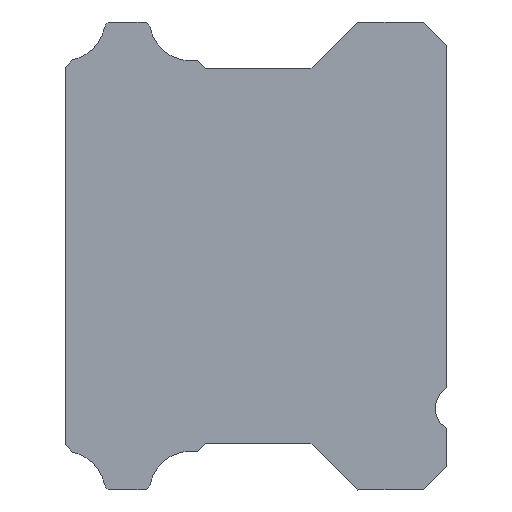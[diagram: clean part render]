
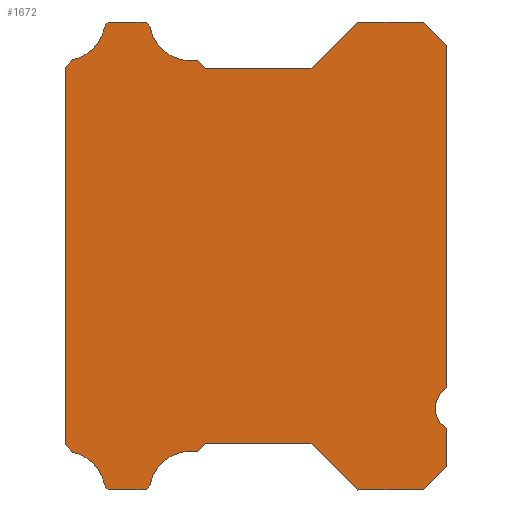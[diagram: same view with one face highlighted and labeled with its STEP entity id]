
A CAD part, left-side view. The second image highlights one B-rep face of the part: STEP entity #1672.
In plain terms, the highlighted planar face has unit normal (-1, 0, 0).
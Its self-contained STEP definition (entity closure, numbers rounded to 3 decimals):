
#50=PLANE('',#1924);
#333=FACE_OUTER_BOUND('',#565,.T.);
#565=EDGE_LOOP('',(#1474,#1475,#1476,#1477,#1478,#1479,#1480,#1481,#1482,
#1483,#1484,#1485,#1486,#1487,#1488,#1489,#1490,#1491,#1492,#1493,#1494,
#1495,#1496,#1497,#1498,#1499));
#572=LINE('',#2819,#632);
#576=LINE('',#2826,#636);
#579=LINE('',#2832,#639);
#582=LINE('',#2838,#642);
#585=LINE('',#2844,#645);
#589=LINE('',#2856,#649);
#592=LINE('',#2862,#652);
#595=LINE('',#2868,#655);
#598=LINE('',#2874,#658);
#601=LINE('',#2880,#661);
#603=LINE('',#2883,#663);
#607=LINE('',#2895,#667);
#612=LINE('',#2913,#672);
#615=LINE('',#2919,#675);
#618=LINE('',#2925,#678);
#623=LINE('',#2943,#683);
#625=LINE('',#2949,#685);
#632=VECTOR('',#2355,4.5);
#636=VECTOR('',#2361,2.828);
#639=VECTOR('',#2366,2.8);
#642=VECTOR('',#2371,1.414);
#645=VECTOR('',#2376,1.634);
#649=VECTOR('',#2388,14.634);
#652=VECTOR('',#2393,1.414);
#655=VECTOR('',#2398,2.8);
#658=VECTOR('',#2403,2.828);
#661=VECTOR('',#2408,4.5);
#663=VECTOR('',#2412,0.5);
#667=VECTOR('',#2424,1.361);
#672=VECTOR('',#2443,0.436);
#675=VECTOR('',#2448,16.143);
#678=VECTOR('',#2453,0.436);
#683=VECTOR('',#2472,1.361);
#685=VECTOR('',#2482,0.5);
#687=CIRCLE('',#1677,1.802);
#688=CIRCLE('',#1679,1.803);
#793=CIRCLE('',#1892,1.);
#795=CIRCLE('',#1901,0.3);
#797=CIRCLE('',#1905,0.3);
#799=CIRCLE('',#1908,1.803);
#801=CIRCLE('',#1914,1.802);
#803=CIRCLE('',#1917,0.3);
#805=CIRCLE('',#1921,0.3);
#808=VERTEX_POINT('',#2492);
#809=VERTEX_POINT('',#2494);
#810=VERTEX_POINT('',#2498);
#811=VERTEX_POINT('',#2499);
#918=VERTEX_POINT('',#2816);
#919=VERTEX_POINT('',#2818);
#921=VERTEX_POINT('',#2824);
#923=VERTEX_POINT('',#2830);
#925=VERTEX_POINT('',#2836);
#927=VERTEX_POINT('',#2842);
#929=VERTEX_POINT('',#2848);
#931=VERTEX_POINT('',#2854);
#933=VERTEX_POINT('',#2860);
#935=VERTEX_POINT('',#2866);
#937=VERTEX_POINT('',#2872);
#939=VERTEX_POINT('',#2878);
#941=VERTEX_POINT('',#2887);
#943=VERTEX_POINT('',#2893);
#945=VERTEX_POINT('',#2899);
#947=VERTEX_POINT('',#2905);
#949=VERTEX_POINT('',#2911);
#951=VERTEX_POINT('',#2917);
#953=VERTEX_POINT('',#2923);
#955=VERTEX_POINT('',#2929);
#957=VERTEX_POINT('',#2935);
#959=VERTEX_POINT('',#2941);
#962=EDGE_CURVE('',#809,#808,#687,.T.);
#964=EDGE_CURVE('',#810,#811,#688,.T.);
#1072=EDGE_CURVE('',#918,#919,#572,.T.);
#1076=EDGE_CURVE('',#921,#918,#576,.T.);
#1079=EDGE_CURVE('',#923,#921,#579,.T.);
#1082=EDGE_CURVE('',#925,#923,#582,.T.);
#1085=EDGE_CURVE('',#927,#925,#585,.T.);
#1088=EDGE_CURVE('',#927,#929,#793,.T.);
#1091=EDGE_CURVE('',#931,#929,#589,.T.);
#1094=EDGE_CURVE('',#933,#931,#592,.T.);
#1097=EDGE_CURVE('',#935,#933,#595,.T.);
#1100=EDGE_CURVE('',#937,#935,#598,.T.);
#1103=EDGE_CURVE('',#939,#937,#601,.T.);
#1105=EDGE_CURVE('',#810,#939,#603,.T.);
#1108=EDGE_CURVE('',#941,#811,#795,.T.);
#1111=EDGE_CURVE('',#943,#941,#607,.T.);
#1114=EDGE_CURVE('',#945,#943,#797,.T.);
#1117=EDGE_CURVE('',#945,#947,#799,.T.);
#1120=EDGE_CURVE('',#949,#947,#612,.T.);
#1123=EDGE_CURVE('',#951,#949,#615,.T.);
#1126=EDGE_CURVE('',#953,#951,#618,.T.);
#1129=EDGE_CURVE('',#953,#955,#801,.T.);
#1132=EDGE_CURVE('',#957,#955,#803,.T.);
#1135=EDGE_CURVE('',#959,#957,#623,.T.);
#1137=EDGE_CURVE('',#809,#959,#805,.T.);
#1139=EDGE_CURVE('',#919,#808,#625,.T.);
#1474=ORIENTED_EDGE('',*,*,#1139,.F.);
#1475=ORIENTED_EDGE('',*,*,#1072,.F.);
#1476=ORIENTED_EDGE('',*,*,#1076,.F.);
#1477=ORIENTED_EDGE('',*,*,#1079,.F.);
#1478=ORIENTED_EDGE('',*,*,#1082,.F.);
#1479=ORIENTED_EDGE('',*,*,#1085,.F.);
#1480=ORIENTED_EDGE('',*,*,#1088,.T.);
#1481=ORIENTED_EDGE('',*,*,#1091,.F.);
#1482=ORIENTED_EDGE('',*,*,#1094,.F.);
#1483=ORIENTED_EDGE('',*,*,#1097,.F.);
#1484=ORIENTED_EDGE('',*,*,#1100,.F.);
#1485=ORIENTED_EDGE('',*,*,#1103,.F.);
#1486=ORIENTED_EDGE('',*,*,#1105,.F.);
#1487=ORIENTED_EDGE('',*,*,#964,.T.);
#1488=ORIENTED_EDGE('',*,*,#1108,.F.);
#1489=ORIENTED_EDGE('',*,*,#1111,.F.);
#1490=ORIENTED_EDGE('',*,*,#1114,.F.);
#1491=ORIENTED_EDGE('',*,*,#1117,.T.);
#1492=ORIENTED_EDGE('',*,*,#1120,.F.);
#1493=ORIENTED_EDGE('',*,*,#1123,.F.);
#1494=ORIENTED_EDGE('',*,*,#1126,.F.);
#1495=ORIENTED_EDGE('',*,*,#1129,.T.);
#1496=ORIENTED_EDGE('',*,*,#1132,.F.);
#1497=ORIENTED_EDGE('',*,*,#1135,.F.);
#1498=ORIENTED_EDGE('',*,*,#1137,.F.);
#1499=ORIENTED_EDGE('',*,*,#962,.T.);
#1672=ADVANCED_FACE('',(#333),#50,.F.);
#1677=AXIS2_PLACEMENT_3D('',#2495,#1932,#1933);
#1679=AXIS2_PLACEMENT_3D('',#2500,#1937,#1938);
#1892=AXIS2_PLACEMENT_3D('',#2850,#2382,#2383);
#1901=AXIS2_PLACEMENT_3D('',#2889,#2418,#2419);
#1905=AXIS2_PLACEMENT_3D('',#2901,#2430,#2431);
#1908=AXIS2_PLACEMENT_3D('',#2907,#2437,#2438);
#1914=AXIS2_PLACEMENT_3D('',#2931,#2459,#2460);
#1917=AXIS2_PLACEMENT_3D('',#2937,#2466,#2467);
#1921=AXIS2_PLACEMENT_3D('',#2946,#2477,#2478);
#1924=AXIS2_PLACEMENT_3D('',#2951,#2485,#2486);
#1932=DIRECTION('center_axis',(1.,0.,0.));
#1933=DIRECTION('ref_axis',(0.,0.,-1.));
#1937=DIRECTION('center_axis',(1.,0.,0.));
#1938=DIRECTION('ref_axis',(0.,0.,-1.));
#2355=DIRECTION('',(0.,1.,0.));
#2361=DIRECTION('',(0.,0.707,0.707));
#2366=DIRECTION('',(0.,1.,0.));
#2371=DIRECTION('',(0.,0.707,-0.707));
#2376=DIRECTION('',(0.,0.,-1.));
#2382=DIRECTION('center_axis',(1.,0.,0.));
#2383=DIRECTION('ref_axis',(0.,0.,-1.));
#2388=DIRECTION('',(0.,0.,-1.));
#2393=DIRECTION('',(0.,-0.707,-0.707));
#2398=DIRECTION('',(0.,-1.,0.));
#2403=DIRECTION('',(0.,-0.707,0.707));
#2408=DIRECTION('',(0.,-1.,0.));
#2412=DIRECTION('',(0.,-0.707,-0.707));
#2418=DIRECTION('center_axis',(1.,0.,0.));
#2419=DIRECTION('ref_axis',(0.,0.,-1.));
#2424=DIRECTION('',(0.,-1.,0.));
#2430=DIRECTION('center_axis',(1.,0.,0.));
#2431=DIRECTION('ref_axis',(0.,0.,-1.));
#2437=DIRECTION('center_axis',(1.,0.,0.));
#2438=DIRECTION('ref_axis',(0.,0.,-1.));
#2443=DIRECTION('',(0.,-0.707,0.707));
#2448=DIRECTION('',(0.,0.,1.));
#2453=DIRECTION('',(0.,0.707,0.707));
#2459=DIRECTION('center_axis',(1.,0.,0.));
#2460=DIRECTION('ref_axis',(0.,0.,-1.));
#2466=DIRECTION('center_axis',(1.,0.,0.));
#2467=DIRECTION('ref_axis',(0.,0.,-1.));
#2472=DIRECTION('',(0.,1.,0.));
#2477=DIRECTION('center_axis',(1.,0.,0.));
#2478=DIRECTION('ref_axis',(0.,0.,-1.));
#2482=DIRECTION('',(0.,0.707,-0.707));
#2485=DIRECTION('center_axis',(1.,0.,0.));
#2486=DIRECTION('ref_axis',(0.,0.,-1.));
#2492=CARTESIAN_POINT('',(0.,10.654,-8.354));
#2494=CARTESIAN_POINT('',(0.,12.679,-9.762));
#2495=CARTESIAN_POINT('Origin',(0.,10.916,-10.137));
#2498=CARTESIAN_POINT('',(0.,10.654,8.354));
#2499=CARTESIAN_POINT('',(0.,12.679,9.762));
#2500=CARTESIAN_POINT('Origin',(0.,10.916,10.137));
#2816=CARTESIAN_POINT('',(0.,5.8,-8.));
#2818=CARTESIAN_POINT('',(0.,10.3,-8.));
#2819=CARTESIAN_POINT('',(0.,5.8,-8.));
#2824=CARTESIAN_POINT('',(0.,3.8,-10.));
#2826=CARTESIAN_POINT('',(0.,3.8,-10.));
#2830=CARTESIAN_POINT('',(0.,1.,-10.));
#2832=CARTESIAN_POINT('',(0.,1.,-10.));
#2836=CARTESIAN_POINT('',(0.,0.,-9.));
#2838=CARTESIAN_POINT('',(0.,0.,-9.));
#2842=CARTESIAN_POINT('',(0.,0.,-7.366));
#2844=CARTESIAN_POINT('',(0.,0.,-7.366));
#2848=CARTESIAN_POINT('',(0.,0.,-5.634));
#2850=CARTESIAN_POINT('Origin',(0.,-0.5,-6.5));
#2854=CARTESIAN_POINT('',(0.,0.,9.));
#2856=CARTESIAN_POINT('',(0.,0.,9.));
#2860=CARTESIAN_POINT('',(0.,1.,10.));
#2862=CARTESIAN_POINT('',(0.,1.,10.));
#2866=CARTESIAN_POINT('',(0.,3.8,10.));
#2868=CARTESIAN_POINT('',(0.,3.8,10.));
#2872=CARTESIAN_POINT('',(0.,5.8,8.));
#2874=CARTESIAN_POINT('',(0.,5.8,8.));
#2878=CARTESIAN_POINT('',(0.,10.3,8.));
#2880=CARTESIAN_POINT('',(0.,10.3,8.));
#2883=CARTESIAN_POINT('',(0.,10.654,8.354));
#2887=CARTESIAN_POINT('',(0.,12.973,10.));
#2889=CARTESIAN_POINT('Origin',(0.,12.973,9.7));
#2893=CARTESIAN_POINT('',(0.,14.334,10.));
#2895=CARTESIAN_POINT('',(0.,14.334,10.));
#2899=CARTESIAN_POINT('',(0.,14.627,9.762));
#2901=CARTESIAN_POINT('Origin',(0.,14.334,9.7));
#2905=CARTESIAN_POINT('',(0.,15.992,8.379));
#2907=CARTESIAN_POINT('Origin',(0.,16.391,10.137));
#2911=CARTESIAN_POINT('',(0.,16.3,8.071));
#2913=CARTESIAN_POINT('',(0.,16.3,8.071));
#2917=CARTESIAN_POINT('',(0.,16.3,-8.071));
#2919=CARTESIAN_POINT('',(0.,16.3,-8.071));
#2923=CARTESIAN_POINT('',(0.,15.992,-8.379));
#2925=CARTESIAN_POINT('',(0.,15.992,-8.379));
#2929=CARTESIAN_POINT('',(0.,14.627,-9.762));
#2931=CARTESIAN_POINT('Origin',(0.,16.391,-10.137));
#2935=CARTESIAN_POINT('',(0.,14.334,-10.));
#2937=CARTESIAN_POINT('Origin',(0.,14.334,-9.7));
#2941=CARTESIAN_POINT('',(0.,12.973,-10.));
#2943=CARTESIAN_POINT('',(0.,12.973,-10.));
#2946=CARTESIAN_POINT('Origin',(0.,12.973,-9.7));
#2949=CARTESIAN_POINT('',(0.,10.3,-8.));
#2951=CARTESIAN_POINT('Origin',(0.,8.027,-0.032));
